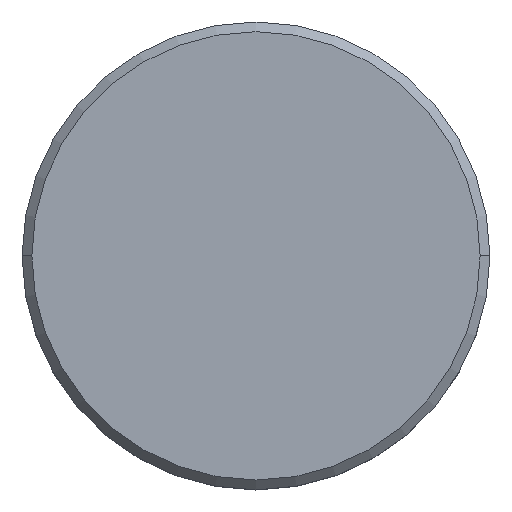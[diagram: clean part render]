
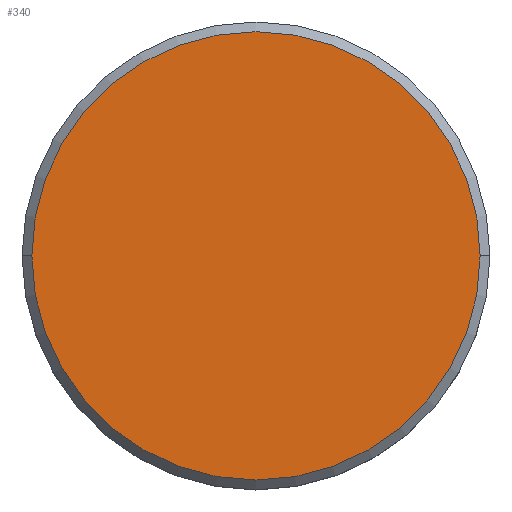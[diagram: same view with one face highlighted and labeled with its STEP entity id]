
A CAD part, top view. The second image highlights one B-rep face of the part: STEP entity #340.
In plain terms, the highlighted planar face has unit normal (0, 0, 1).
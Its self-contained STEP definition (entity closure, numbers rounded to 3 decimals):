
#45 = FACE_OUTER_BOUND ( 'NONE', #348, .T. ) ;
#50 = CARTESIAN_POINT ( 'NONE',  ( -11.5, 0., 0. ) ) ;
#82 = DIRECTION ( 'NONE',  ( 0., 0., 1. ) ) ;
#195 = CARTESIAN_POINT ( 'NONE',  ( 0., 0., 0. ) ) ;
#198 = AXIS2_PLACEMENT_3D ( 'NONE', #316, #453, #509 ) ;
#248 = VERTEX_POINT ( 'NONE', #50 ) ;
#285 = AXIS2_PLACEMENT_3D ( 'NONE', #493, #82, #592 ) ;
#316 = CARTESIAN_POINT ( 'NONE',  ( 0., 0., 0. ) ) ;
#326 = DIRECTION ( 'NONE',  ( 0., 0., 1. ) ) ;
#340 = ADVANCED_FACE ( 'NONE', ( #45 ), #428, .T. ) ;
#348 = EDGE_LOOP ( 'NONE', ( #595, #437 ) ) ;
#359 = VERTEX_POINT ( 'NONE', #581 ) ;
#428 = PLANE ( 'NONE',  #285 ) ;
#437 = ORIENTED_EDGE ( 'NONE', *, *, #531, .T. ) ;
#453 = DIRECTION ( 'NONE',  ( 0., 0., 1. ) ) ;
#459 = CIRCLE ( 'NONE', #198, 11.5 ) ;
#493 = CARTESIAN_POINT ( 'NONE',  ( 0., 0., 0. ) ) ;
#509 = DIRECTION ( 'NONE',  ( 1., 0., 0. ) ) ;
#531 = EDGE_CURVE ( 'NONE', #359, #248, #459, .T. ) ;
#559 = AXIS2_PLACEMENT_3D ( 'NONE', #195, #326, #571 ) ;
#571 = DIRECTION ( 'NONE',  ( 1., 0., 0. ) ) ;
#573 = EDGE_CURVE ( 'NONE', #248, #359, #599, .T. ) ;
#581 = CARTESIAN_POINT ( 'NONE',  ( 11.5, 0., 0. ) ) ;
#592 = DIRECTION ( 'NONE',  ( 1., 0., 0. ) ) ;
#595 = ORIENTED_EDGE ( 'NONE', *, *, #573, .T. ) ;
#599 = CIRCLE ( 'NONE', #559, 11.5 ) ;
